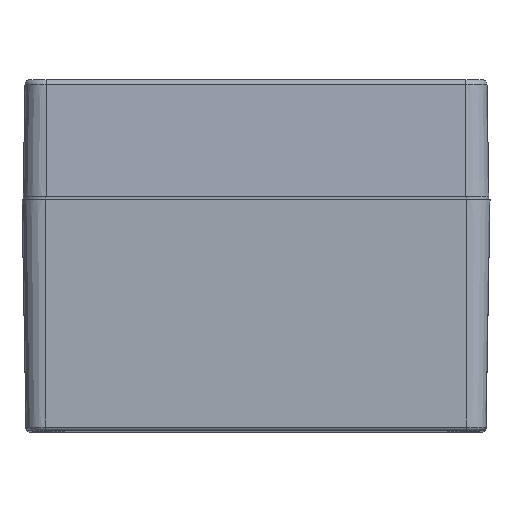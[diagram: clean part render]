
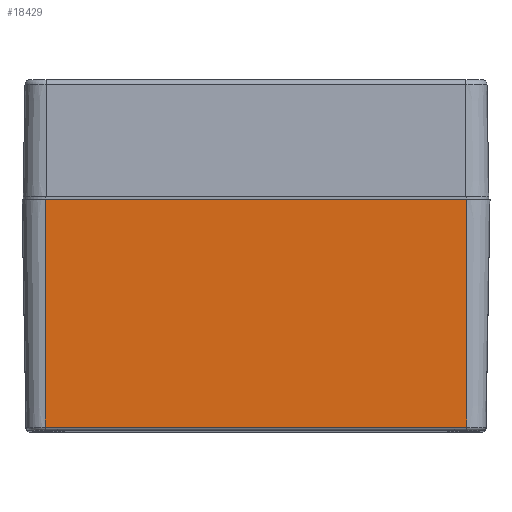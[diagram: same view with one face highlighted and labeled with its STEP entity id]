
A CAD part, top view. The second image highlights one B-rep face of the part: STEP entity #18429.
In plain terms, the highlighted planar face has unit normal (0, -0.018, 1).
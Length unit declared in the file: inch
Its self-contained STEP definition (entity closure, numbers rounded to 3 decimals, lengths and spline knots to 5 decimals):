
#124 = VERTEX_POINT ( 'NONE', #22116 ) ;
#125 = VERTEX_POINT ( 'NONE', #22118 ) ;
#141 = VERTEX_POINT ( 'NONE', #22150 ) ;
#142 = VERTEX_POINT ( 'NONE', #22152 ) ;
#1490 = ORIENTED_EDGE ( 'NONE', *, *, #18550, .T. ) ;
#1614 = EDGE_LOOP ( 'NONE', ( #22549, #22589, #1490, #21917 ) ) ;
#4349 = EDGE_CURVE ( 'NONE', #142, #141, #17638, .T. ) ;
#4350 = EDGE_CURVE ( 'NONE', #142, #124, #17631, .T. ) ;
#6162 = FACE_OUTER_BOUND ( 'NONE', #1614, .T. ) ;
#6165 = PLANE ( 'NONE',  #6502 ) ;
#6167 = CARTESIAN_POINT ( 'NONE',  ( 0., 0., 7.072 ) ) ;
#6169 = DIRECTION ( 'NONE',  ( 0., -0.017, 1. ) ) ;
#6170 = DIRECTION ( 'NONE',  ( 0., -1., -0.017 ) ) ;
#6502 = AXIS2_PLACEMENT_3D ( 'NONE', #6167, #6169, #6170 ) ;
#6659 = VECTOR ( 'NONE', #7627, 39.37008 ) ;
#7047 = VECTOR ( 'NONE', #12046, 39.37008 ) ;
#7617 = LINE ( 'NONE', #7626, #6659 ) ;
#7626 = CARTESIAN_POINT ( 'NONE',  ( 3.5458, 0., 7.072 ) ) ;
#7627 = DIRECTION ( 'NONE',  ( 0., 1., 0.017 ) ) ;
#12044 = LINE ( 'NONE', #12045, #7047 ) ;
#12045 = CARTESIAN_POINT ( 'NONE',  ( -3.5458, 0., 7.072 ) ) ;
#12046 = DIRECTION ( 'NONE',  ( 1., 0., 0. ) ) ;
#13551 = VECTOR ( 'NONE', #17644, 39.37008 ) ;
#13935 = VECTOR ( 'NONE', #17641, 39.37008 ) ;
#17631 = LINE ( 'NONE', #17642, #13551 ) ;
#17638 = LINE ( 'NONE', #17640, #13935 ) ;
#17640 = CARTESIAN_POINT ( 'NONE',  ( 3.5458, -3.83623, 7.00504 ) ) ;
#17641 = DIRECTION ( 'NONE',  ( 1., 0., 0. ) ) ;
#17642 = CARTESIAN_POINT ( 'NONE',  ( -3.5458, 0., 7.072 ) ) ;
#17644 = DIRECTION ( 'NONE',  ( 0., 1., 0.017 ) ) ;
#18429 = ADVANCED_FACE ( 'NONE', ( #6162 ), #6165, .T. ) ;
#18550 = EDGE_CURVE ( 'NONE', #141, #125, #7617, .T. ) ;
#21917 = ORIENTED_EDGE ( 'NONE', *, *, #22714, .F. ) ;
#22116 = CARTESIAN_POINT ( 'NONE',  ( -3.5458, 0., 7.072 ) ) ;
#22118 = CARTESIAN_POINT ( 'NONE',  ( 3.5458, 0., 7.072 ) ) ;
#22150 = CARTESIAN_POINT ( 'NONE',  ( 3.5458, -3.83623, 7.00504 ) ) ;
#22152 = CARTESIAN_POINT ( 'NONE',  ( -3.5458, -3.83623, 7.00504 ) ) ;
#22549 = ORIENTED_EDGE ( 'NONE', *, *, #4350, .F. ) ;
#22589 = ORIENTED_EDGE ( 'NONE', *, *, #4349, .T. ) ;
#22714 = EDGE_CURVE ( 'NONE', #124, #125, #12044, .T. ) ;
